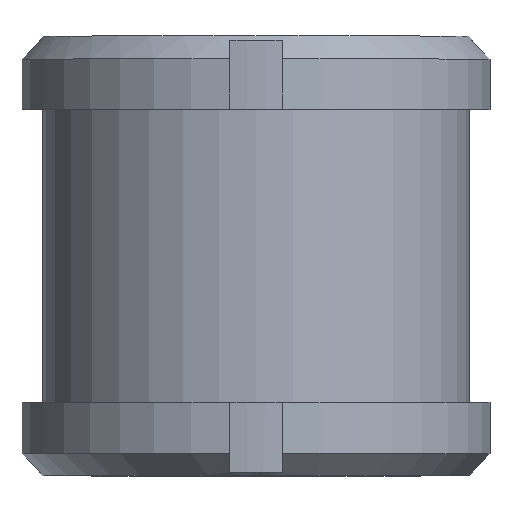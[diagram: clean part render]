
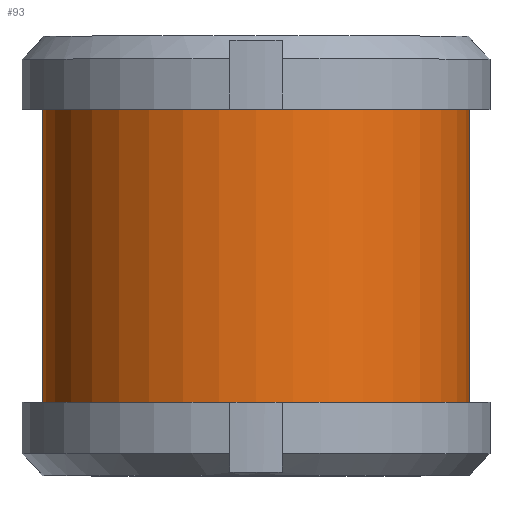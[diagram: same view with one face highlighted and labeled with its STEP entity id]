
A CAD part, top view. The second image highlights one B-rep face of the part: STEP entity #93.
In plain terms, the highlighted cylindrical face has radius 20.4 mm (diameter 40.8 mm), a full revolution.
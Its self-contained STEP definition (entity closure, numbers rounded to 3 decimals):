
#93 = ADVANCED_FACE( '', ( #226, #227 ), #228, .T. );
#226 = FACE_OUTER_BOUND( '', #405, .T. );
#227 = FACE_OUTER_BOUND( '', #406, .T. );
#228 = CYLINDRICAL_SURFACE( '', #407, 20.4 );
#405 = EDGE_LOOP( '', ( #623 ) );
#406 = EDGE_LOOP( '', ( #624 ) );
#407 = AXIS2_PLACEMENT_3D( '', #625, #626, #627 );
#623 = ORIENTED_EDGE( '', *, *, #1017, .T. );
#624 = ORIENTED_EDGE( '', *, *, #981, .F. );
#625 = CARTESIAN_POINT( '', ( 0., 0., 0. ) );
#626 = DIRECTION( '', ( 0., 1., 0. ) );
#627 = DIRECTION( '', ( 0., 0., -1. ) );
#981 = EDGE_CURVE( '', #1149, #1149, #1150, .T. );
#1017 = EDGE_CURVE( '', #1213, #1213, #1214, .T. );
#1149 = VERTEX_POINT( '', #1396 );
#1150 = CIRCLE( '', #1397, 20.4 );
#1213 = VERTEX_POINT( '', #1478 );
#1214 = CIRCLE( '', #1479, 20.4 );
#1396 = CARTESIAN_POINT( '', ( 0., 7., -20.4 ) );
#1397 = AXIS2_PLACEMENT_3D( '', #1781, #1782, #1783 );
#1478 = CARTESIAN_POINT( '', ( 0., 35., -20.4 ) );
#1479 = AXIS2_PLACEMENT_3D( '', #1844, #1845, #1846 );
#1781 = CARTESIAN_POINT( '', ( 0., 7., 0. ) );
#1782 = DIRECTION( '', ( 0., -1., 0. ) );
#1783 = DIRECTION( '', ( 0., 0., -1. ) );
#1844 = CARTESIAN_POINT( '', ( 0., 35., 0. ) );
#1845 = DIRECTION( '', ( 0., -1., 0. ) );
#1846 = DIRECTION( '', ( 0., 0., -1. ) );
